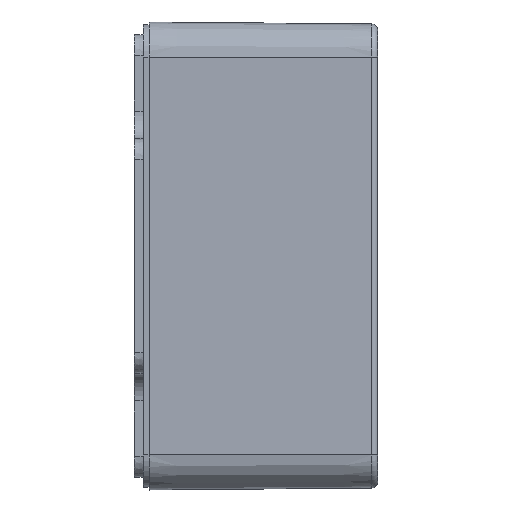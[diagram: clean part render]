
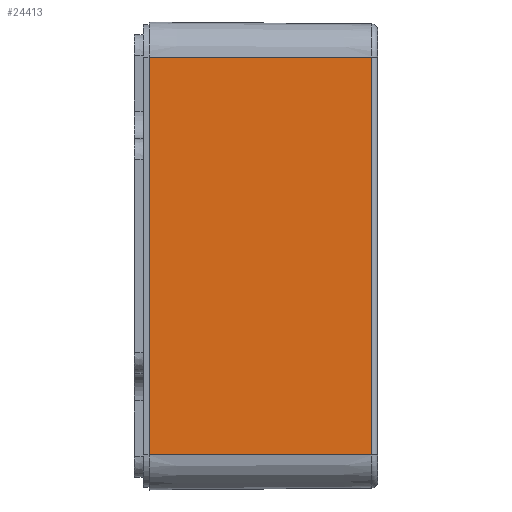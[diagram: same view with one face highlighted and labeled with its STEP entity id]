
A CAD part, left-side view. The second image highlights one B-rep face of the part: STEP entity #24413.
In plain terms, the highlighted planar face has unit normal (-1, -0.009, 0).
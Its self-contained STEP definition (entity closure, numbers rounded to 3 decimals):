
#23338 = CYLINDRICAL_SURFACE('',#23339,1.016);
#23339 = AXIS2_PLACEMENT_3D('',#23340,#23341,#23342);
#23340 = CARTESIAN_POINT('',(-39.651,-38.111,0.));
#23341 = DIRECTION('',(0.,0.,-1.));
#23342 = DIRECTION('',(-1.,0.,0.));
#23990 = CONICAL_SURFACE('',#23991,6.,0.009);
#23991 = AXIS2_PLACEMENT_3D('',#23992,#23993,#23994);
#23992 = CARTESIAN_POINT('',(-35.,0.,-34.069));
#23993 = DIRECTION('',(0.,1.,0.));
#23994 = DIRECTION('',(0.,0.,-1.));
#24016 = PLANE('',#24017);
#24017 = AXIS2_PLACEMENT_3D('',#24018,#24019,#24020);
#24018 = CARTESIAN_POINT('',(-35.,0.,-34.069));
#24019 = DIRECTION('',(0.,1.,0.));
#24020 = DIRECTION('',(0.,0.,1.));
#24281 = CONICAL_SURFACE('',#24282,6.,0.009);
#24282 = AXIS2_PLACEMENT_3D('',#24283,#24284,#24285);
#24283 = CARTESIAN_POINT('',(-35.,0.,34.069));
#24284 = DIRECTION('',(0.,1.,0.));
#24285 = DIRECTION('',(0.,0.,-1.));
#24339 = EDGE_CURVE('',#24340,#24342,#24344,.T.);
#24340 = VERTEX_POINT('',#24341);
#24341 = CARTESIAN_POINT('',(-40.667,-38.12,34.069));
#24342 = VERTEX_POINT('',#24343);
#24343 = CARTESIAN_POINT('',(-41.,0.,34.069));
#24344 = SURFACE_CURVE('',#24345,(#24349,#24356),.PCURVE_S1.);
#24345 = LINE('',#24346,#24347);
#24346 = CARTESIAN_POINT('',(-41.,0.,34.069));
#24347 = VECTOR('',#24348,1.);
#24348 = DIRECTION('',(-0.009,1.,0.));
#24349 = PCURVE('',#24281,#24350);
#24350 = DEFINITIONAL_REPRESENTATION('',(#24351),#24355);
#24351 = LINE('',#24352,#24353);
#24352 = CARTESIAN_POINT('',(1.571,0.));
#24353 = VECTOR('',#24354,1.);
#24354 = DIRECTION('',(0.,1.));
#24355 = ( GEOMETRIC_REPRESENTATION_CONTEXT(2) 
PARAMETRIC_REPRESENTATION_CONTEXT() REPRESENTATION_CONTEXT('2D SPACE',''
  ) );
#24356 = PCURVE('',#24357,#24362);
#24357 = PLANE('',#24358);
#24358 = AXIS2_PLACEMENT_3D('',#24359,#24360,#24361);
#24359 = CARTESIAN_POINT('',(-41.,0.,0.));
#24360 = DIRECTION('',(-1.,-0.009,0.));
#24361 = DIRECTION('',(0.009,-1.,0.));
#24362 = DEFINITIONAL_REPRESENTATION('',(#24363),#24367);
#24363 = LINE('',#24364,#24365);
#24364 = CARTESIAN_POINT('',(0.,34.069));
#24365 = VECTOR('',#24366,1.);
#24366 = DIRECTION('',(-1.,0.));
#24367 = ( GEOMETRIC_REPRESENTATION_CONTEXT(2) 
PARAMETRIC_REPRESENTATION_CONTEXT() REPRESENTATION_CONTEXT('2D SPACE',''
  ) );
#24413 = ADVANCED_FACE('',(#24414),#24357,.T.);
#24414 = FACE_BOUND('',#24415,.T.);
#24415 = EDGE_LOOP('',(#24416,#24441,#24462,#24463));
#24416 = ORIENTED_EDGE('',*,*,#24417,.F.);
#24417 = EDGE_CURVE('',#24418,#24420,#24422,.T.);
#24418 = VERTEX_POINT('',#24419);
#24419 = CARTESIAN_POINT('',(-40.667,-38.12,-34.069));
#24420 = VERTEX_POINT('',#24421);
#24421 = CARTESIAN_POINT('',(-41.,0.,-34.069));
#24422 = SURFACE_CURVE('',#24423,(#24427,#24434),.PCURVE_S1.);
#24423 = LINE('',#24424,#24425);
#24424 = CARTESIAN_POINT('',(-41.,0.,-34.069));
#24425 = VECTOR('',#24426,1.);
#24426 = DIRECTION('',(-0.009,1.,
    0.));
#24427 = PCURVE('',#24357,#24428);
#24428 = DEFINITIONAL_REPRESENTATION('',(#24429),#24433);
#24429 = LINE('',#24430,#24431);
#24430 = CARTESIAN_POINT('',(0.,-34.069));
#24431 = VECTOR('',#24432,1.);
#24432 = DIRECTION('',(-1.,0.));
#24433 = ( GEOMETRIC_REPRESENTATION_CONTEXT(2) 
PARAMETRIC_REPRESENTATION_CONTEXT() REPRESENTATION_CONTEXT('2D SPACE',''
  ) );
#24434 = PCURVE('',#23990,#24435);
#24435 = DEFINITIONAL_REPRESENTATION('',(#24436),#24440);
#24436 = LINE('',#24437,#24438);
#24437 = CARTESIAN_POINT('',(1.571,0.));
#24438 = VECTOR('',#24439,1.);
#24439 = DIRECTION('',(0.,1.));
#24440 = ( GEOMETRIC_REPRESENTATION_CONTEXT(2) 
PARAMETRIC_REPRESENTATION_CONTEXT() REPRESENTATION_CONTEXT('2D SPACE',''
  ) );
#24441 = ORIENTED_EDGE('',*,*,#24442,.T.);
#24442 = EDGE_CURVE('',#24418,#24340,#24443,.T.);
#24443 = SURFACE_CURVE('',#24444,(#24448,#24455),.PCURVE_S1.);
#24444 = LINE('',#24445,#24446);
#24445 = CARTESIAN_POINT('',(-40.667,-38.12,34.069));
#24446 = VECTOR('',#24447,1.);
#24447 = DIRECTION('',(0.,0.,1.));
#24448 = PCURVE('',#24357,#24449);
#24449 = DEFINITIONAL_REPRESENTATION('',(#24450),#24454);
#24450 = LINE('',#24451,#24452);
#24451 = CARTESIAN_POINT('',(38.121,34.069));
#24452 = VECTOR('',#24453,1.);
#24453 = DIRECTION('',(0.,1.));
#24454 = ( GEOMETRIC_REPRESENTATION_CONTEXT(2) 
PARAMETRIC_REPRESENTATION_CONTEXT() REPRESENTATION_CONTEXT('2D SPACE',''
  ) );
#24455 = PCURVE('',#23338,#24456);
#24456 = DEFINITIONAL_REPRESENTATION('',(#24457),#24461);
#24457 = LINE('',#24458,#24459);
#24458 = CARTESIAN_POINT('',(6.274,-34.069));
#24459 = VECTOR('',#24460,1.);
#24460 = DIRECTION('',(0.,-1.));
#24461 = ( GEOMETRIC_REPRESENTATION_CONTEXT(2) 
PARAMETRIC_REPRESENTATION_CONTEXT() REPRESENTATION_CONTEXT('2D SPACE',''
  ) );
#24462 = ORIENTED_EDGE('',*,*,#24339,.T.);
#24463 = ORIENTED_EDGE('',*,*,#24464,.F.);
#24464 = EDGE_CURVE('',#24420,#24342,#24465,.T.);
#24465 = SURFACE_CURVE('',#24466,(#24470,#24477),.PCURVE_S1.);
#24466 = LINE('',#24467,#24468);
#24467 = CARTESIAN_POINT('',(-41.,0.,-34.069));
#24468 = VECTOR('',#24469,1.);
#24469 = DIRECTION('',(0.,0.,1.));
#24470 = PCURVE('',#24357,#24471);
#24471 = DEFINITIONAL_REPRESENTATION('',(#24472),#24476);
#24472 = LINE('',#24473,#24474);
#24473 = CARTESIAN_POINT('',(0.,-34.069));
#24474 = VECTOR('',#24475,1.);
#24475 = DIRECTION('',(0.,1.));
#24476 = ( GEOMETRIC_REPRESENTATION_CONTEXT(2) 
PARAMETRIC_REPRESENTATION_CONTEXT() REPRESENTATION_CONTEXT('2D SPACE',''
  ) );
#24477 = PCURVE('',#24016,#24478);
#24478 = DEFINITIONAL_REPRESENTATION('',(#24479),#24483);
#24479 = LINE('',#24480,#24481);
#24480 = CARTESIAN_POINT('',(0.,-6.));
#24481 = VECTOR('',#24482,1.);
#24482 = DIRECTION('',(1.,0.));
#24483 = ( GEOMETRIC_REPRESENTATION_CONTEXT(2) 
PARAMETRIC_REPRESENTATION_CONTEXT() REPRESENTATION_CONTEXT('2D SPACE',''
  ) );
